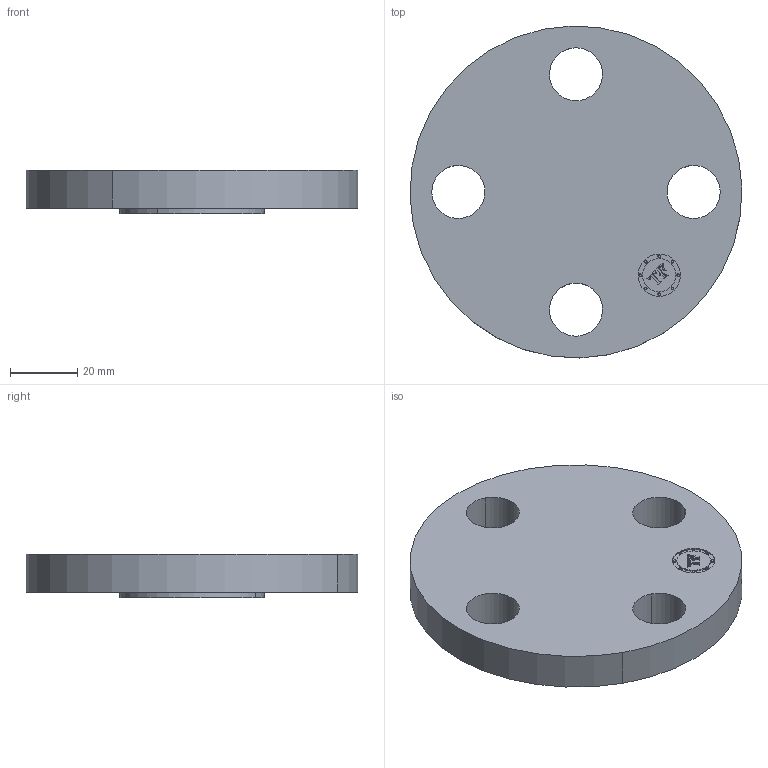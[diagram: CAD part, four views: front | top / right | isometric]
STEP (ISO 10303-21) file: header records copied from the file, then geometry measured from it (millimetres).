
FILE_DESCRIPTION(('3D STEP'),'2;1');
FILE_NAME('0.75-150-BLIND-RF-FLANGE.stp','2013-01-25T05:49:59+00:00',('Texas Flange'),(''),'CATIA Version 5 Release 20 SP 6 (IN-10)','CATIA V5 STEP AP214','800-826-3801');
FILE_SCHEMA(('AUTOMOTIVE_DESIGN { 1 0 10303 214 1 1 1 1 }'));
Length unit declared in the file: inch
Products named in the file (1): 0.75-150-BLIND-RF-FLANGE
Bounding box: 98.52 x 98.52 x 12.76 mm (x, y, z)
Volume: 78823.2 mm3; surface area: 19644.3 mm2
Topology: 1 solids, 1 shells, 400 faces, 1140 edges, 760 vertices
Faces by surface type: plane 368, cylinder 32
Entity records: 15217 total; most frequent: ORIENTED_EDGE 2280, CARTESIAN_POINT 2261, DIRECTION 1860, EDGE_CURVE 1140, VECTOR 1076, LINE 1076, VERTEX_POINT 760, EDGE_LOOP 426
